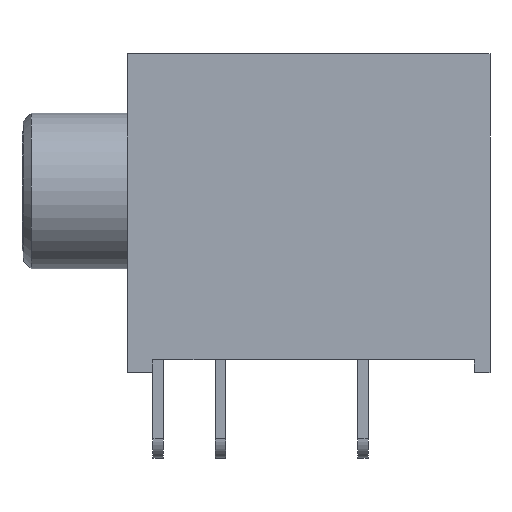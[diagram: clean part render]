
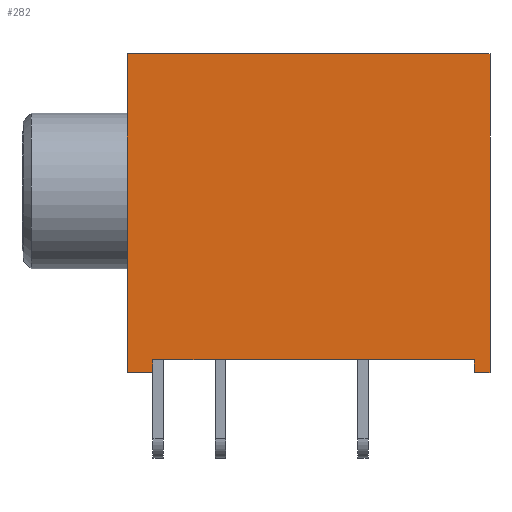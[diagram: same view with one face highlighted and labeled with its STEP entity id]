
A CAD part, front view. The second image highlights one B-rep face of the part: STEP entity #282.
In plain terms, the highlighted planar face has unit normal (0, -1, 0).
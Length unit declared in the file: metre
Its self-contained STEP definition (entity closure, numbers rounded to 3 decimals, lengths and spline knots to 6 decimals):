
#138 = EDGE_CURVE( '', #372, #373, #374, .T. );
#180 = EDGE_CURVE( '', #442, #425, #443, .T. );
#210 = EDGE_CURVE( '', #486, #445, #487, .T. );
#258 = EDGE_CURVE( '', #445, #373, #558, .T. );
#266 = EDGE_CURVE( '', #449, #439, #569, .T. );
#282 = ADVANCED_FACE( '', ( #590 ), #591, .F. );
#290 = EDGE_CURVE( '', #449, #486, #602, .T. );
#324 = EDGE_CURVE( '', #439, #425, #640, .T. );
#328 = EDGE_CURVE( '', #442, #372, #644, .T. );
#372 = VERTEX_POINT( '', #685 );
#373 = VERTEX_POINT( '', #686 );
#374 = LINE( '', #687, #688 );
#425 = VERTEX_POINT( '', #758 );
#439 = VERTEX_POINT( '', #780 );
#442 = VERTEX_POINT( '', #785 );
#443 = LINE( '', #786, #787 );
#445 = VERTEX_POINT( '', #790 );
#449 = VERTEX_POINT( '', #796 );
#486 = VERTEX_POINT( '', #842 );
#487 = LINE( '', #843, #844 );
#558 = LINE( '', #940, #941 );
#569 = LINE( '', #955, #956 );
#590 = FACE_OUTER_BOUND( '', #985, .T. );
#591 = PLANE( '', #986 );
#602 = LINE( '', #1000, #1001 );
#640 = LINE( '', #1064, #1065 );
#644 = LINE( '', #1072, #1073 );
#685 = CARTESIAN_POINT( '', ( 0.008382, -0.004138, 0.000082 ) );
#686 = CARTESIAN_POINT( '', ( 0.008982, -0.004138, 0.000082 ) );
#687 = CARTESIAN_POINT( '', ( -0.005018, -0.004138, 0.000082 ) );
#688 = VECTOR( '', #1104, 1. );
#758 = CARTESIAN_POINT( '', ( -0.004018, -0.004138, 0.000582 ) );
#780 = CARTESIAN_POINT( '', ( -0.004018, -0.004138, 0.000082 ) );
#785 = CARTESIAN_POINT( '', ( 0.008382, -0.004138, 0.000582 ) );
#786 = CARTESIAN_POINT( '', ( -0.005018, -0.004138, 0.000582 ) );
#787 = VECTOR( '', #1163, 1. );
#790 = CARTESIAN_POINT( '', ( 0.008982, -0.004138, 0.012382 ) );
#796 = CARTESIAN_POINT( '', ( -0.005018, -0.004138, 0.000082 ) );
#842 = CARTESIAN_POINT( '', ( -0.005018, -0.004138, 0.012382 ) );
#843 = CARTESIAN_POINT( '', ( -0.005018, -0.004138, 0.012382 ) );
#844 = VECTOR( '', #1233, 1. );
#940 = CARTESIAN_POINT( '', ( 0.008982, -0.004138, 0.000082 ) );
#941 = VECTOR( '', #1344, 1. );
#955 = CARTESIAN_POINT( '', ( -0.005018, -0.004138, 0.000082 ) );
#956 = VECTOR( '', #1360, 1. );
#985 = EDGE_LOOP( '', ( #1388, #1389, #1390, #1391, #1392, #1393, #1394, #1395 ) );
#986 = AXIS2_PLACEMENT_3D( '', #1396, #1397, #1398 );
#1000 = CARTESIAN_POINT( '', ( -0.005018, -0.004138, 0.000082 ) );
#1001 = VECTOR( '', #1415, 1. );
#1064 = CARTESIAN_POINT( '', ( -0.004018, -0.004138, 0.000082 ) );
#1065 = VECTOR( '', #1452, 1. );
#1072 = CARTESIAN_POINT( '', ( 0.008382, -0.004138, 0.000082 ) );
#1073 = VECTOR( '', #1454, 1. );
#1104 = DIRECTION( '', ( 1., 0., 0. ) );
#1163 = DIRECTION( '', ( -1., 0., 0. ) );
#1233 = DIRECTION( '', ( 1., 0., 0. ) );
#1344 = DIRECTION( '', ( 0., 0., -1. ) );
#1360 = DIRECTION( '', ( 1., 0., 0. ) );
#1388 = ORIENTED_EDGE( '', *, *, #324, .T. );
#1389 = ORIENTED_EDGE( '', *, *, #180, .F. );
#1390 = ORIENTED_EDGE( '', *, *, #328, .T. );
#1391 = ORIENTED_EDGE( '', *, *, #138, .T. );
#1392 = ORIENTED_EDGE( '', *, *, #258, .F. );
#1393 = ORIENTED_EDGE( '', *, *, #210, .F. );
#1394 = ORIENTED_EDGE( '', *, *, #290, .F. );
#1395 = ORIENTED_EDGE( '', *, *, #266, .T. );
#1396 = CARTESIAN_POINT( '', ( -0.005018, -0.004138, 0.000082 ) );
#1397 = DIRECTION( '', ( 0., 1., 0. ) );
#1398 = DIRECTION( '', ( 1., 0., 0. ) );
#1415 = DIRECTION( '', ( 0., 0., 1. ) );
#1452 = DIRECTION( '', ( 0., 0., 1. ) );
#1454 = DIRECTION( '', ( 0., 0., -1. ) );
